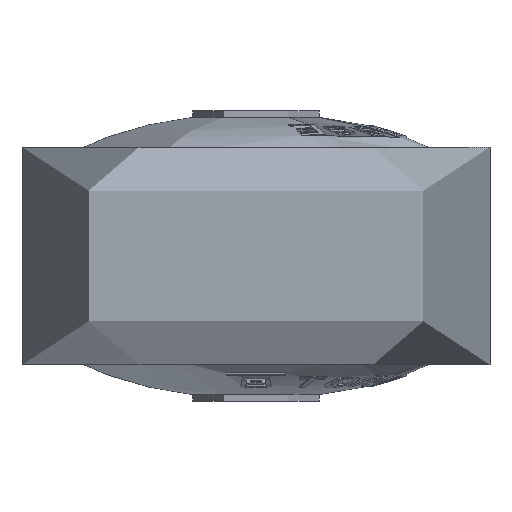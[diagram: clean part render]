
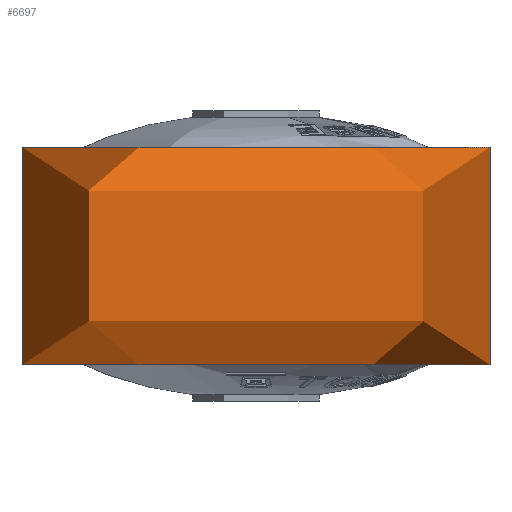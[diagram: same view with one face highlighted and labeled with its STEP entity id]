
A CAD part, front view. The second image highlights one B-rep face of the part: STEP entity #6697.
In plain terms, the highlighted free-form (B-spline) face has degree [3, 3] with [4, 4] control points.
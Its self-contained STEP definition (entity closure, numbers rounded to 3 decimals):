
#656 = CARTESIAN_POINT ( 'NONE',  ( 32.25, 0., -15. ) ) ;
#1298 = EDGE_CURVE ( 'NONE', #2132, #2538, #7007, .T. ) ;
#1357 = CARTESIAN_POINT ( 'NONE',  ( 47.75, -95.5, -15. ) ) ;
#1626 = CARTESIAN_POINT ( 'NONE',  ( 32.25, -64.5, 15. ) ) ;
#2132 = VERTEX_POINT ( 'NONE', #10292 ) ;
#2465 = CARTESIAN_POINT ( 'NONE',  ( 47.75, 0., 15. ) ) ;
#2538 = VERTEX_POINT ( 'NONE', #8737 ) ;
#3247 =( BOUNDED_CURVE ( )  B_SPLINE_CURVE ( 3, ( #656, #14659, #2465, #16226 ),
 .UNSPECIFIED., .F., .T. ) 
 B_SPLINE_CURVE_WITH_KNOTS ( ( 4, 4 ),
 ( 0., 3.142 ),
 .UNSPECIFIED. ) 
 CURVE ( )  GEOMETRIC_REPRESENTATION_ITEM ( )  RATIONAL_B_SPLINE_CURVE ( ( 1., 0.333, 0.333, 1. ) ) 
 REPRESENTATION_ITEM ( '' )  );
#3429 = CARTESIAN_POINT ( 'NONE',  ( -47.75, 0., 15. ) ) ;
#3437 = CARTESIAN_POINT ( 'NONE',  ( -47.75, 0., -15. ) ) ;
#3526 = CIRCLE ( 'NONE', #19241, 32.25 ) ;
#4088 = ORIENTED_EDGE ( 'NONE', *, *, #19546, .F. ) ;
#5259 = CARTESIAN_POINT ( 'NONE',  ( 32.25, -64.5, -15. ) ) ;
#5395 = CARTESIAN_POINT ( 'NONE',  ( 47.75, 0., -15. ) ) ;
#5527 = CARTESIAN_POINT ( 'NONE',  ( 47.75, 0., 15. ) ) ;
#5666 = DIRECTION ( 'NONE',  ( 1., 0., 0. ) ) ;
#6697 = ADVANCED_FACE ( 'NONE', ( #13425 ), #8317, .F. ) ;
#7007 = CIRCLE ( 'NONE', #13657, 32.25 ) ;
#7070 = CARTESIAN_POINT ( 'NONE',  ( -32.25, -64.5, -15. ) ) ;
#7078 = CARTESIAN_POINT ( 'NONE',  ( -32.25, 0., -15. ) ) ;
#7720 =( BOUNDED_CURVE ( )  B_SPLINE_CURVE ( 3, ( #7078, #3437, #10981, #12779 ),
 .UNSPECIFIED., .F., .T. ) 
 B_SPLINE_CURVE_WITH_KNOTS ( ( 4, 4 ),
 ( 0., 3.142 ),
 .UNSPECIFIED. ) 
 CURVE ( )  GEOMETRIC_REPRESENTATION_ITEM ( )  RATIONAL_B_SPLINE_CURVE ( ( 1., 0.333, 0.333, 1. ) ) 
 REPRESENTATION_ITEM ( '' )  );
#7805 = ORIENTED_EDGE ( 'NONE', *, *, #21451, .F. ) ;
#8317 =( BOUNDED_SURFACE ( )  B_SPLINE_SURFACE ( 3, 3, ( 
 ( #24816, #7070, #5259, #14986 ),
 ( #22869, #13168, #1357, #5395 ),
 ( #3429, #15374, #23257, #5527 ),
 ( #11615, #15492, #1626, #9544 ) ),
 .UNSPECIFIED., .F., .F., .T. ) 
 B_SPLINE_SURFACE_WITH_KNOTS ( ( 4, 4 ),
 ( 4, 4 ),
 ( 0., 1. ),
 ( 0., 1. ),
 .UNSPECIFIED. ) 
 GEOMETRIC_REPRESENTATION_ITEM ( )  RATIONAL_B_SPLINE_SURFACE ( (
 ( 1., 0.333, 0.333, 1.),
 ( 0.333, 0.111, 0.111, 0.333),
 ( 0.333, 0.111, 0.111, 0.333),
 ( 1., 0.333, 0.333, 1.) ) ) 
 REPRESENTATION_ITEM ( '' )  SURFACE ( )  );
#8737 = CARTESIAN_POINT ( 'NONE',  ( 32.25, 0., -15. ) ) ;
#9544 = CARTESIAN_POINT ( 'NONE',  ( 32.25, 0., 15. ) ) ;
#10292 = CARTESIAN_POINT ( 'NONE',  ( -32.25, 0., -15. ) ) ;
#10654 = DIRECTION ( 'NONE',  ( 1., 0., 0. ) ) ;
#10981 = CARTESIAN_POINT ( 'NONE',  ( -47.75, 0., 15. ) ) ;
#11615 = CARTESIAN_POINT ( 'NONE',  ( -32.25, 0., 15. ) ) ;
#11658 = CARTESIAN_POINT ( 'NONE',  ( -32.25, 0., 15. ) ) ;
#12300 = CARTESIAN_POINT ( 'NONE',  ( 32.25, 0., 15. ) ) ;
#12779 = CARTESIAN_POINT ( 'NONE',  ( -32.25, 0., 15. ) ) ;
#13168 = CARTESIAN_POINT ( 'NONE',  ( -47.75, -95.5, -15. ) ) ;
#13425 = FACE_OUTER_BOUND ( 'NONE', #24236, .T. ) ;
#13657 = AXIS2_PLACEMENT_3D ( 'NONE', #18792, #24763, #10654 ) ;
#14659 = CARTESIAN_POINT ( 'NONE',  ( 47.75, 0., -15. ) ) ;
#14986 = CARTESIAN_POINT ( 'NONE',  ( 32.25, 0., -15. ) ) ;
#15374 = CARTESIAN_POINT ( 'NONE',  ( -47.75, -95.5, 15. ) ) ;
#15492 = CARTESIAN_POINT ( 'NONE',  ( -32.25, -64.5, 15. ) ) ;
#16226 = CARTESIAN_POINT ( 'NONE',  ( 32.25, 0., 15. ) ) ;
#18567 = EDGE_CURVE ( 'NONE', #2538, #23134, #3247, .T. ) ;
#18792 = CARTESIAN_POINT ( 'NONE',  ( 0., 0., -15. ) ) ;
#19241 = AXIS2_PLACEMENT_3D ( 'NONE', #25334, #25471, #5666 ) ;
#19546 = EDGE_CURVE ( 'NONE', #2132, #22703, #7720, .T. ) ;
#19849 = ORIENTED_EDGE ( 'NONE', *, *, #1298, .T. ) ;
#20508 = ORIENTED_EDGE ( 'NONE', *, *, #18567, .T. ) ;
#21451 = EDGE_CURVE ( 'NONE', #22703, #23134, #3526, .T. ) ;
#22703 = VERTEX_POINT ( 'NONE', #11658 ) ;
#22869 = CARTESIAN_POINT ( 'NONE',  ( -47.75, 0., -15. ) ) ;
#23134 = VERTEX_POINT ( 'NONE', #12300 ) ;
#23257 = CARTESIAN_POINT ( 'NONE',  ( 47.75, -95.5, 15. ) ) ;
#24236 = EDGE_LOOP ( 'NONE', ( #4088, #19849, #20508, #7805 ) ) ;
#24763 = DIRECTION ( 'NONE',  ( 0., 0., 1. ) ) ;
#24816 = CARTESIAN_POINT ( 'NONE',  ( -32.25, 0., -15. ) ) ;
#25334 = CARTESIAN_POINT ( 'NONE',  ( 0., 0., 15. ) ) ;
#25471 = DIRECTION ( 'NONE',  ( 0., 0., 1. ) ) ;
